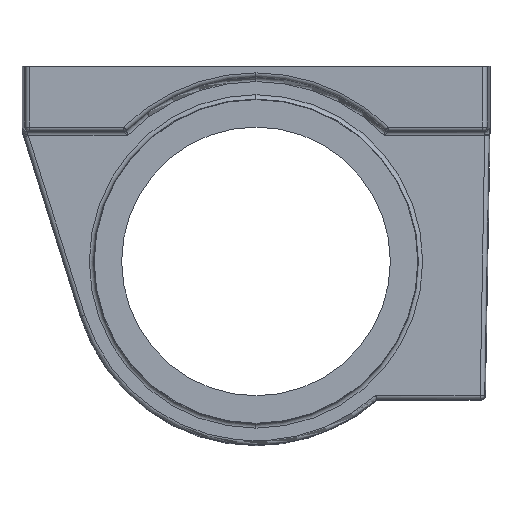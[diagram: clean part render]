
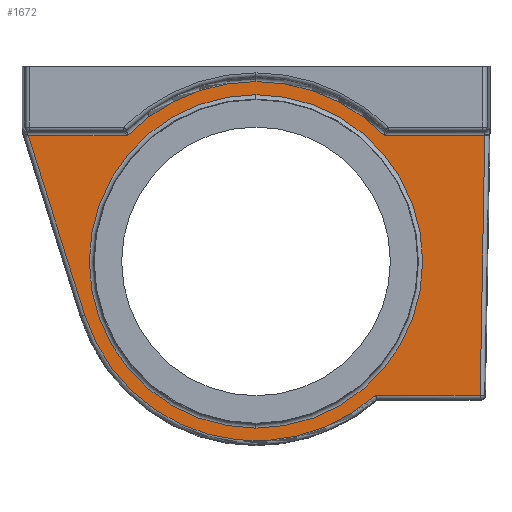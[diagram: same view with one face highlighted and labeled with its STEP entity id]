
A CAD part, front view. The second image highlights one B-rep face of the part: STEP entity #1672.
In plain terms, the highlighted planar face has unit normal (0, -1, 0).
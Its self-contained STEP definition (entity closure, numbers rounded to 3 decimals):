
#11 = DIRECTION ( 'NONE',  ( 0., 0., 1. ) ) ;
#80 = CARTESIAN_POINT ( 'NONE',  ( 0., -13., -39.5 ) ) ;
#106 = AXIS2_PLACEMENT_3D ( 'NONE', #551, #3923, #2019 ) ;
#172 = EDGE_CURVE ( 'NONE', #3351, #560, #1569, .T. ) ;
#208 = DIRECTION ( 'NONE',  ( 0., 0., 1. ) ) ;
#242 = AXIS2_PLACEMENT_3D ( 'NONE', #3549, #767, #2909 ) ;
#280 = CARTESIAN_POINT ( 'NONE',  ( 30.104, -13., -10.5 ) ) ;
#309 = ORIENTED_EDGE ( 'NONE', *, *, #3606, .T. ) ;
#310 = VECTOR ( 'NONE', #316, 1000. ) ;
#316 = DIRECTION ( 'NONE',  ( 0.3, 0., -0.954 ) ) ;
#390 = CARTESIAN_POINT ( 'NONE',  ( -39.485, -13., -51.93 ) ) ;
#468 = DIRECTION ( 'NONE',  ( -1., 0., 0. ) ) ;
#485 = CARTESIAN_POINT ( 'NONE',  ( 0., -13., -39.5 ) ) ;
#551 = CARTESIAN_POINT ( 'NONE',  ( 0., -13., -39.5 ) ) ;
#560 = VERTEX_POINT ( 'NONE', #2588 ) ;
#600 = DIRECTION ( 'NONE',  ( -1., 0., 0. ) ) ;
#697 = ORIENTED_EDGE ( 'NONE', *, *, #2904, .T. ) ;
#758 = ORIENTED_EDGE ( 'NONE', *, *, #1992, .T. ) ;
#765 = EDGE_CURVE ( 'NONE', #3791, #3769, #3679, .T. ) ;
#767 = DIRECTION ( 'NONE',  ( 0., 1., 0. ) ) ;
#779 = CARTESIAN_POINT ( 'NONE',  ( 0., -13., 2. ) ) ;
#791 = EDGE_LOOP ( 'NONE', ( #697, #2028 ) ) ;
#818 = CARTESIAN_POINT ( 'NONE',  ( 51.727, -13., -70.395 ) ) ;
#1079 = DIRECTION ( 'NONE',  ( 0., 1., 0. ) ) ;
#1102 = CARTESIAN_POINT ( 'NONE',  ( 27.551, -13., -70.395 ) ) ;
#1111 = VERTEX_POINT ( 'NONE', #2827 ) ;
#1130 = CIRCLE ( 'NONE', #3372, 41.5 ) ;
#1210 = ORIENTED_EDGE ( 'NONE', *, *, #3354, .T. ) ;
#1216 = DIRECTION ( 'NONE',  ( 0.017, 0., 1. ) ) ;
#1405 = EDGE_CURVE ( 'NONE', #1575, #3351, #1130, .T. ) ;
#1420 = CARTESIAN_POINT ( 'NONE',  ( 0., -13., -1.035 ) ) ;
#1505 = VECTOR ( 'NONE', #1216, 1000. ) ;
#1569 = CIRCLE ( 'NONE', #106, 41.5 ) ;
#1575 = VERTEX_POINT ( 'NONE', #3197 ) ;
#1601 = CIRCLE ( 'NONE', #1663, 41.395 ) ;
#1639 = CARTESIAN_POINT ( 'NONE',  ( -53.763, -13., -10.5 ) ) ;
#1663 = AXIS2_PLACEMENT_3D ( 'NONE', #2094, #2714, #11 ) ;
#1672 = ADVANCED_FACE ( 'NONE', ( #2940, #3260 ), #2919, .F. ) ;
#1675 = CARTESIAN_POINT ( 'NONE',  ( 0., -13., -39.5 ) ) ;
#1796 = CARTESIAN_POINT ( 'NONE',  ( -39.485, -13., -51.93 ) ) ;
#1881 = EDGE_CURVE ( 'NONE', #3769, #1575, #3028, .T. ) ;
#1889 = LINE ( 'NONE', #1934, #1973 ) ;
#1901 = VERTEX_POINT ( 'NONE', #2127 ) ;
#1934 = CARTESIAN_POINT ( 'NONE',  ( 52.693, -13., -70.395 ) ) ;
#1973 = VECTOR ( 'NONE', #3443, 1000. ) ;
#1992 = EDGE_CURVE ( 'NONE', #3727, #3791, #1889, .T. ) ;
#2004 = VERTEX_POINT ( 'NONE', #390 ) ;
#2019 = DIRECTION ( 'NONE',  ( 0., 0., 1. ) ) ;
#2025 = AXIS2_PLACEMENT_3D ( 'NONE', #485, #1079, #208 ) ;
#2028 = ORIENTED_EDGE ( 'NONE', *, *, #3198, .T. ) ;
#2094 = CARTESIAN_POINT ( 'NONE',  ( 0., -13., -39.5 ) ) ;
#2127 = CARTESIAN_POINT ( 'NONE',  ( -52.527, -13., -10.5 ) ) ;
#2212 = EDGE_LOOP ( 'NONE', ( #2306, #3655, #1210, #309, #3196, #758, #3879, #2796 ) ) ;
#2306 = ORIENTED_EDGE ( 'NONE', *, *, #1405, .T. ) ;
#2346 = VECTOR ( 'NONE', #600, 1000. ) ;
#2588 = CARTESIAN_POINT ( 'NONE',  ( -29.686, -13., -10.5 ) ) ;
#2714 = DIRECTION ( 'NONE',  ( 0., -1., 0. ) ) ;
#2757 = DIRECTION ( 'NONE',  ( 0., 1., 0. ) ) ;
#2796 = ORIENTED_EDGE ( 'NONE', *, *, #1881, .T. ) ;
#2827 = CARTESIAN_POINT ( 'NONE',  ( 0., -13., -77.965 ) ) ;
#2904 = EDGE_CURVE ( 'NONE', #3804, #1111, #3521, .T. ) ;
#2909 = DIRECTION ( 'NONE',  ( 0., 0., 1. ) ) ;
#2919 = PLANE ( 'NONE',  #2025 ) ;
#2940 = FACE_OUTER_BOUND ( 'NONE', #2212, .T. ) ;
#3028 = LINE ( 'NONE', #280, #2346 ) ;
#3061 = CIRCLE ( 'NONE', #3459, 38.465 ) ;
#3196 = ORIENTED_EDGE ( 'NONE', *, *, #3919, .T. ) ;
#3197 = CARTESIAN_POINT ( 'NONE',  ( 29.686, -13., -10.5 ) ) ;
#3198 = EDGE_CURVE ( 'NONE', #1111, #3804, #3061, .T. ) ;
#3260 = FACE_BOUND ( 'NONE', #791, .T. ) ;
#3323 = VECTOR ( 'NONE', #468, 1000. ) ;
#3351 = VERTEX_POINT ( 'NONE', #779 ) ;
#3354 = EDGE_CURVE ( 'NONE', #560, #1901, #3794, .T. ) ;
#3366 = LINE ( 'NONE', #1796, #310 ) ;
#3372 = AXIS2_PLACEMENT_3D ( 'NONE', #1675, #3445, #3468 ) ;
#3405 = DIRECTION ( 'NONE',  ( 0., 0., 1. ) ) ;
#3443 = DIRECTION ( 'NONE',  ( 1., 0., 0. ) ) ;
#3445 = DIRECTION ( 'NONE',  ( 0., -1., 0. ) ) ;
#3459 = AXIS2_PLACEMENT_3D ( 'NONE', #80, #2757, #3405 ) ;
#3468 = DIRECTION ( 'NONE',  ( 0., 0., 1. ) ) ;
#3521 = CIRCLE ( 'NONE', #242, 38.465 ) ;
#3549 = CARTESIAN_POINT ( 'NONE',  ( 0., -13., -39.5 ) ) ;
#3565 = CARTESIAN_POINT ( 'NONE',  ( 52.773, -13., -10.5 ) ) ;
#3606 = EDGE_CURVE ( 'NONE', #1901, #2004, #3366, .T. ) ;
#3641 = CARTESIAN_POINT ( 'NONE',  ( 52.781, -13., -10.054 ) ) ;
#3655 = ORIENTED_EDGE ( 'NONE', *, *, #172, .T. ) ;
#3679 = LINE ( 'NONE', #3641, #1505 ) ;
#3727 = VERTEX_POINT ( 'NONE', #1102 ) ;
#3769 = VERTEX_POINT ( 'NONE', #3565 ) ;
#3791 = VERTEX_POINT ( 'NONE', #818 ) ;
#3794 = LINE ( 'NONE', #1639, #3323 ) ;
#3804 = VERTEX_POINT ( 'NONE', #1420 ) ;
#3879 = ORIENTED_EDGE ( 'NONE', *, *, #765, .T. ) ;
#3919 = EDGE_CURVE ( 'NONE', #2004, #3727, #1601, .T. ) ;
#3923 = DIRECTION ( 'NONE',  ( 0., -1., 0. ) ) ;
